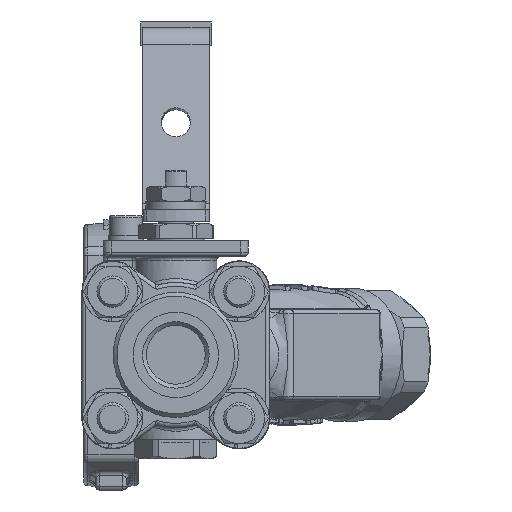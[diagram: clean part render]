
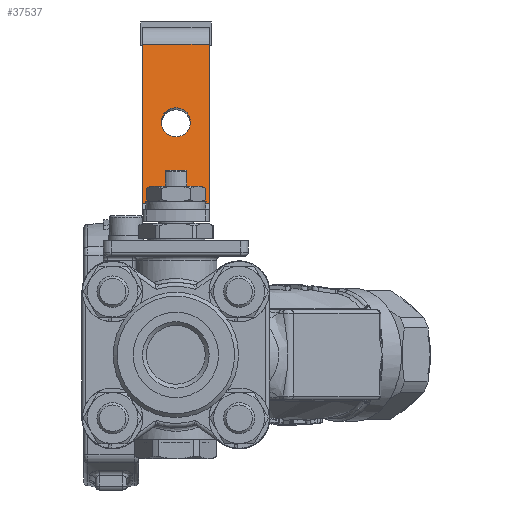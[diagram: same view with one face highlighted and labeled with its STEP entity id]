
A CAD part, left-side view. The second image highlights one B-rep face of the part: STEP entity #37537.
In plain terms, the highlighted planar face has unit normal (-0.985, 0, 0.174).
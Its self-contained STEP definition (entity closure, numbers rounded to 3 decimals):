
#3683=FACE_BOUND('',#7709,.T.);
#4026=PLANE('',#40595);
#5367=FACE_OUTER_BOUND('',#7708,.T.);
#7708=EDGE_LOOP('',(#27946,#27947,#27948,#27949));
#7709=EDGE_LOOP('',(#27950));
#9993=LINE('',#62656,#11891);
#9998=LINE('',#62673,#11896);
#10017=LINE('',#62729,#11915);
#10018=LINE('',#62730,#11916);
#11891=VECTOR('',#46925,10.);
#11896=VECTOR('',#46942,10.);
#11915=VECTOR('',#47001,10.);
#11916=VECTOR('',#47002,10.);
#13996=CIRCLE('',#40573,3.75);
#16273=VERTEX_POINT('',#62653);
#16274=VERTEX_POINT('',#62655);
#16277=VERTEX_POINT('',#62663);
#16280=VERTEX_POINT('',#62672);
#16297=VERTEX_POINT('',#62728);
#20534=EDGE_CURVE('',#16273,#16274,#9993,.T.);
#20539=EDGE_CURVE('',#16277,#16277,#13996,.T.);
#20543=EDGE_CURVE('',#16274,#16280,#9998,.T.);
#20571=EDGE_CURVE('',#16280,#16297,#10017,.T.);
#20572=EDGE_CURVE('',#16297,#16273,#10018,.T.);
#27946=ORIENTED_EDGE('',*,*,#20571,.F.);
#27947=ORIENTED_EDGE('',*,*,#20543,.F.);
#27948=ORIENTED_EDGE('',*,*,#20534,.F.);
#27949=ORIENTED_EDGE('',*,*,#20572,.F.);
#27950=ORIENTED_EDGE('',*,*,#20539,.T.);
#37537=ADVANCED_FACE('',(#5367,#3683),#4026,.T.);
#40573=AXIS2_PLACEMENT_3D('',#62665,#46934,#46935);
#40595=AXIS2_PLACEMENT_3D('',#62727,#46999,#47000);
#46925=DIRECTION('',(0.,-1.,0.));
#46934=DIRECTION('center_axis',(0.985,0.,
-0.174));
#46935=DIRECTION('ref_axis',(-0.174,0.,-0.985));
#46942=DIRECTION('',(-0.174,0.,-0.985));
#46999=DIRECTION('center_axis',(-0.985,0.,
0.174));
#47000=DIRECTION('ref_axis',(0.174,0.,0.985));
#47001=DIRECTION('',(0.,1.,0.));
#47002=DIRECTION('',(0.174,0.,0.985));
#62653=CARTESIAN_POINT('',(-159.433,27.333,77.851));
#62655=CARTESIAN_POINT('',(-159.433,10.333,77.851));
#62656=CARTESIAN_POINT('',(-159.433,18.833,77.851));
#62663=CARTESIAN_POINT('',(-162.303,18.833,61.576));
#62665=CARTESIAN_POINT('Origin',(-162.954,18.833,57.883));
#62672=CARTESIAN_POINT('',(-166.594,10.333,37.236));
#62673=CARTESIAN_POINT('',(-166.886,10.333,35.583));
#62727=CARTESIAN_POINT('Origin',(-166.886,18.833,35.583));
#62728=CARTESIAN_POINT('',(-166.594,27.333,37.236));
#62729=CARTESIAN_POINT('',(-166.594,18.833,37.236));
#62730=CARTESIAN_POINT('',(-166.886,27.333,35.583));
